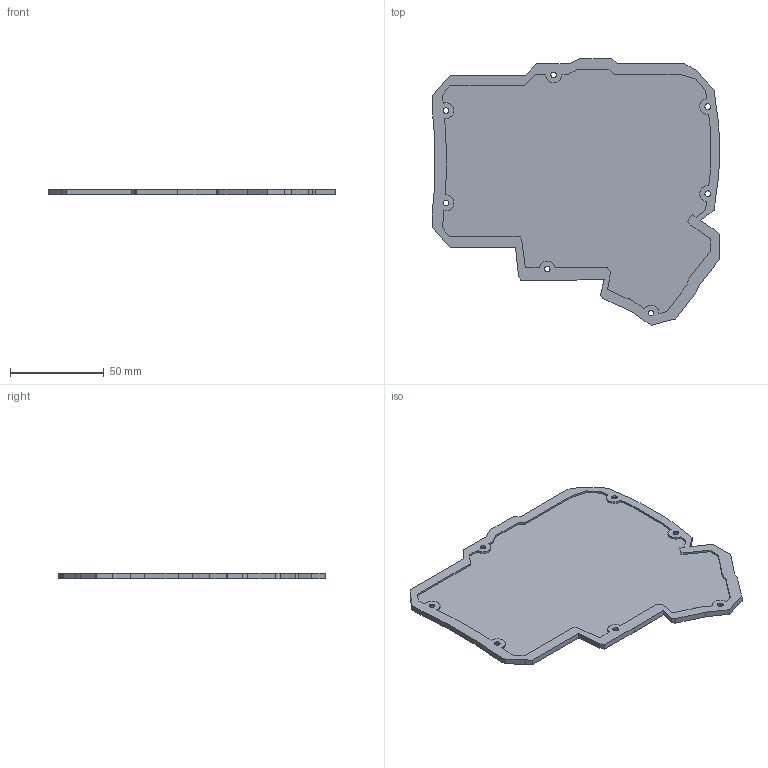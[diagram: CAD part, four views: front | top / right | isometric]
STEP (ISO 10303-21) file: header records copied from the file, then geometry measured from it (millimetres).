
FILE_DESCRIPTION(('Open CASCADE Model'),'2;1');
FILE_NAME('Open CASCADE Shape Model','2022-05-13T04:37:20',('Author'),( 'Open CASCADE'),'Open CASCADE STEP processor 7.4','Open CASCADE 7.4' ,'Unknown');
FILE_SCHEMA(('AUTOMOTIVE_DESIGN { 1 0 10303 214 1 1 1 1 }'));
Length unit declared in the file: millimetre
Products named in the file (1): Open CASCADE STEP translator 7.4 88
Bounding box: 153.48 x 142.27 x 3 mm (x, y, z)
Volume: 36263.8 mm3; surface area: 36564.7 mm2
Topology: 1 solids, 1 shells, 184 faces, 524 edges, 347 vertices
Faces by surface type: plane 157, cylinder 14, cone 7, bspline 6
Full cylindrical faces by diameter (mm): 3 x7
Entity records: 13625 total; most frequent: CARTESIAN_POINT 3154, DIRECTION 1907, LINE 1479, VECTOR 1479, ORIENTED_EDGE 1048, PCURVE 1048, DEFINITIONAL_REPRESENTATION 1048, EDGE_CURVE 524
